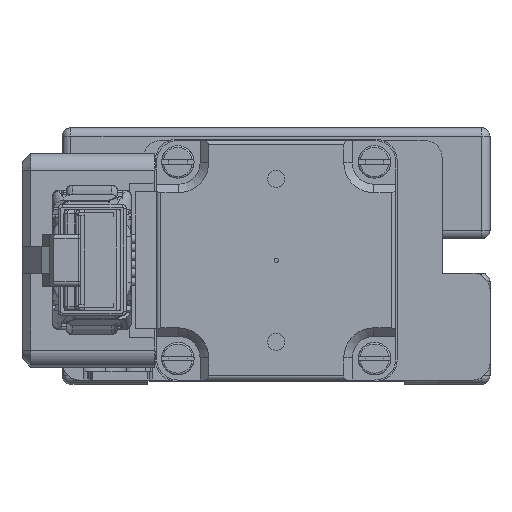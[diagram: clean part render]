
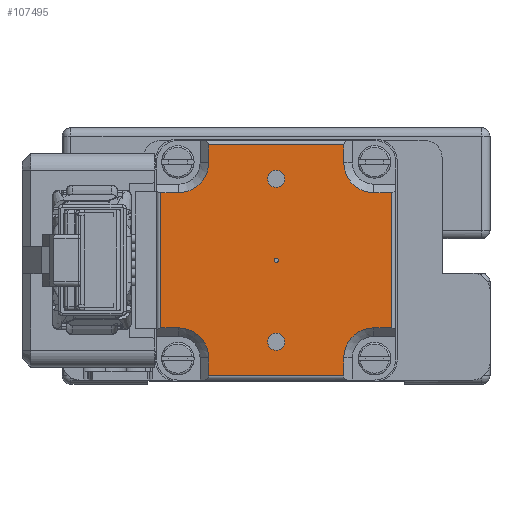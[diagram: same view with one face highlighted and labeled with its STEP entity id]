
A CAD part, front view. The second image highlights one B-rep face of the part: STEP entity #107495.
In plain terms, the highlighted face is planar.
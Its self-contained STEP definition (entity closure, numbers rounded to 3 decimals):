
#4088=CIRCLE('',#145924,1.007);
#4089=CIRCLE('',#145926,1.007);
#4090=CIRCLE('',#145928,0.25);
#4091=CIRCLE('',#145934,3.5);
#4092=CIRCLE('',#145935,3.5);
#4093=CIRCLE('',#145936,3.5);
#4094=CIRCLE('',#145937,3.5);
#35632=ORIENTED_EDGE('',*,*,#51169,.T.);
#35633=ORIENTED_EDGE('',*,*,#51168,.T.);
#35634=ORIENTED_EDGE('',*,*,#51167,.T.);
#35635=ORIENTED_EDGE('',*,*,#51173,.F.);
#35636=ORIENTED_EDGE('',*,*,#51178,.F.);
#35637=ORIENTED_EDGE('',*,*,#51179,.F.);
#35638=ORIENTED_EDGE('',*,*,#51180,.F.);
#35639=ORIENTED_EDGE('',*,*,#51181,.F.);
#35640=ORIENTED_EDGE('',*,*,#51182,.F.);
#35641=ORIENTED_EDGE('',*,*,#51183,.F.);
#35642=ORIENTED_EDGE('',*,*,#51184,.F.);
#35643=ORIENTED_EDGE('',*,*,#51185,.F.);
#35644=ORIENTED_EDGE('',*,*,#51186,.F.);
#35645=ORIENTED_EDGE('',*,*,#51187,.F.);
#35646=ORIENTED_EDGE('',*,*,#51188,.F.);
#35647=ORIENTED_EDGE('',*,*,#51189,.F.);
#35648=ORIENTED_EDGE('',*,*,#51190,.F.);
#35649=ORIENTED_EDGE('',*,*,#51191,.F.);
#35650=ORIENTED_EDGE('',*,*,#51174,.F.);
#51167=EDGE_CURVE('',#61457,#61457,#4088,.T.);
#51168=EDGE_CURVE('',#61458,#61458,#4089,.T.);
#51169=EDGE_CURVE('',#61459,#61459,#4090,.T.);
#51173=EDGE_CURVE('',#61463,#61460,#73414,.T.);
#51174=EDGE_CURVE('',#61460,#61464,#73415,.T.);
#51178=EDGE_CURVE('',#61467,#61463,#73419,.T.);
#51179=EDGE_CURVE('',#61468,#61467,#4091,.T.);
#51180=EDGE_CURVE('',#61469,#61468,#73420,.T.);
#51181=EDGE_CURVE('',#61470,#61469,#73421,.T.);
#51182=EDGE_CURVE('',#61471,#61470,#73422,.T.);
#51183=EDGE_CURVE('',#61472,#61471,#4092,.T.);
#51184=EDGE_CURVE('',#61473,#61472,#73423,.T.);
#51185=EDGE_CURVE('',#61474,#61473,#73424,.T.);
#51186=EDGE_CURVE('',#61475,#61474,#73425,.T.);
#51187=EDGE_CURVE('',#61476,#61475,#4093,.T.);
#51188=EDGE_CURVE('',#61477,#61476,#73426,.T.);
#51189=EDGE_CURVE('',#61478,#61477,#73427,.T.);
#51190=EDGE_CURVE('',#61479,#61478,#73428,.T.);
#51191=EDGE_CURVE('',#61464,#61479,#4094,.T.);
#61457=VERTEX_POINT('',#231540);
#61458=VERTEX_POINT('',#231543);
#61459=VERTEX_POINT('',#231546);
#61460=VERTEX_POINT('',#231549);
#61463=VERTEX_POINT('',#231554);
#61464=VERTEX_POINT('',#231558);
#61467=VERTEX_POINT('',#231566);
#61468=VERTEX_POINT('',#231568);
#61469=VERTEX_POINT('',#231570);
#61470=VERTEX_POINT('',#231572);
#61471=VERTEX_POINT('',#231574);
#61472=VERTEX_POINT('',#231576);
#61473=VERTEX_POINT('',#231578);
#61474=VERTEX_POINT('',#231580);
#61475=VERTEX_POINT('',#231582);
#61476=VERTEX_POINT('',#231584);
#61477=VERTEX_POINT('',#231586);
#61478=VERTEX_POINT('',#231588);
#61479=VERTEX_POINT('',#231590);
#73414=LINE('',#231555,#85385);
#73415=LINE('',#231557,#85386);
#73419=LINE('',#231565,#85390);
#73420=LINE('',#231569,#85391);
#73421=LINE('',#231571,#85392);
#73422=LINE('',#231573,#85393);
#73423=LINE('',#231577,#85394);
#73424=LINE('',#231579,#85395);
#73425=LINE('',#231581,#85396);
#73426=LINE('',#231585,#85397);
#73427=LINE('',#231587,#85398);
#73428=LINE('',#231589,#85399);
#85385=VECTOR('',#172864,1000.);
#85386=VECTOR('',#172867,1000.);
#85390=VECTOR('',#172873,1000.);
#85391=VECTOR('',#172876,1000.);
#85392=VECTOR('',#172877,1000.);
#85393=VECTOR('',#172878,1000.);
#85394=VECTOR('',#172881,1000.);
#85395=VECTOR('',#172882,1000.);
#85396=VECTOR('',#172883,1000.);
#85397=VECTOR('',#172886,1000.);
#85398=VECTOR('',#172887,1000.);
#85399=VECTOR('',#172888,1000.);
#91676=EDGE_LOOP('',(#35632));
#91677=EDGE_LOOP('',(#35633));
#91678=EDGE_LOOP('',(#35634));
#91679=EDGE_LOOP('',(#35635,#35636,#35637,#35638,#35639,#35640,#35641,#35642,
#35643,#35644,#35645,#35646,#35647,#35648,#35649,#35650));
#97951=FACE_BOUND('',#91676,.T.);
#97952=FACE_BOUND('',#91677,.T.);
#97953=FACE_BOUND('',#91678,.T.);
#97954=FACE_BOUND('',#91679,.T.);
#101925=PLANE('',#145933);
#107495=ADVANCED_FACE('',(#97951,#97952,#97953,#97954),#101925,.T.);
#145924=AXIS2_PLACEMENT_3D('',#231539,#172847,#172848);
#145926=AXIS2_PLACEMENT_3D('',#231542,#172851,#172852);
#145928=AXIS2_PLACEMENT_3D('',#231545,#172855,#172856);
#145933=AXIS2_PLACEMENT_3D('',#231564,#172871,#172872);
#145934=AXIS2_PLACEMENT_3D('',#231567,#172874,#172875);
#145935=AXIS2_PLACEMENT_3D('',#231575,#172879,#172880);
#145936=AXIS2_PLACEMENT_3D('',#231583,#172884,#172885);
#145937=AXIS2_PLACEMENT_3D('',#231591,#172889,#172890);
#172847=DIRECTION('',(0.,0.,1.));
#172848=DIRECTION('',(1.,0.,0.));
#172851=DIRECTION('',(0.,0.,1.));
#172852=DIRECTION('',(1.,0.,0.));
#172855=DIRECTION('',(0.,0.,1.));
#172856=DIRECTION('',(-1.,0.,0.));
#172864=DIRECTION('',(-1.,0.,0.));
#172867=DIRECTION('',(0.,-1.,0.));
#172871=DIRECTION('',(0.,0.,-1.));
#172872=DIRECTION('',(1.,0.,0.));
#172873=DIRECTION('',(0.,1.,0.));
#172874=DIRECTION('',(0.,0.,-1.));
#172875=DIRECTION('',(-1.,0.,0.));
#172876=DIRECTION('',(-1.,0.,0.));
#172877=DIRECTION('',(0.,1.,0.));
#172878=DIRECTION('',(1.,0.,0.));
#172879=DIRECTION('',(0.,0.,-1.));
#172880=DIRECTION('',(-1.,0.,0.));
#172881=DIRECTION('',(0.,1.,0.));
#172882=DIRECTION('',(1.,0.,0.));
#172883=DIRECTION('',(0.,-1.,0.));
#172884=DIRECTION('',(0.,0.,-1.));
#172885=DIRECTION('',(1.,0.,0.));
#172886=DIRECTION('',(1.,0.,0.));
#172887=DIRECTION('',(0.,-1.,0.));
#172888=DIRECTION('',(-1.,0.,0.));
#172889=DIRECTION('',(0.,0.,-1.));
#172890=DIRECTION('',(1.,0.,0.));
#231539=CARTESIAN_POINT('',(-9.525,0.,-26.));
#231540=CARTESIAN_POINT('',(-8.519,0.,-26.));
#231542=CARTESIAN_POINT('',(9.525,0.,-26.));
#231543=CARTESIAN_POINT('',(10.532,0.,-26.));
#231545=CARTESIAN_POINT('',(0.,0.,-26.));
#231546=CARTESIAN_POINT('',(-0.25,0.,-26.));
#231549=CARTESIAN_POINT('',(-7.9,13.5,-26.));
#231554=CARTESIAN_POINT('',(7.9,13.5,-26.));
#231555=CARTESIAN_POINT('',(7.9,13.5,-26.));
#231557=CARTESIAN_POINT('',(-7.9,13.5,-26.));
#231558=CARTESIAN_POINT('',(-7.9,11.4,-26.));
#231564=CARTESIAN_POINT('',(0.,0.,-26.));
#231565=CARTESIAN_POINT('',(7.9,11.4,-26.));
#231566=CARTESIAN_POINT('',(7.9,11.4,-26.));
#231567=CARTESIAN_POINT('',(11.4,11.4,-26.));
#231568=CARTESIAN_POINT('',(11.4,7.9,-26.));
#231569=CARTESIAN_POINT('',(13.5,7.9,-26.));
#231570=CARTESIAN_POINT('',(13.5,7.9,-26.));
#231571=CARTESIAN_POINT('',(13.5,-7.9,-26.));
#231572=CARTESIAN_POINT('',(13.5,-7.9,-26.));
#231573=CARTESIAN_POINT('',(11.4,-7.9,-26.));
#231574=CARTESIAN_POINT('',(11.4,-7.9,-26.));
#231575=CARTESIAN_POINT('',(11.4,-11.4,-26.));
#231576=CARTESIAN_POINT('',(7.9,-11.4,-26.));
#231577=CARTESIAN_POINT('',(7.9,-13.5,-26.));
#231578=CARTESIAN_POINT('',(7.9,-13.5,-26.));
#231579=CARTESIAN_POINT('',(-7.9,-13.5,-26.));
#231580=CARTESIAN_POINT('',(-7.9,-13.5,-26.));
#231581=CARTESIAN_POINT('',(-7.9,-11.4,-26.));
#231582=CARTESIAN_POINT('',(-7.9,-11.4,-26.));
#231583=CARTESIAN_POINT('',(-11.4,-11.4,-26.));
#231584=CARTESIAN_POINT('',(-11.4,-7.9,-26.));
#231585=CARTESIAN_POINT('',(-13.5,-7.9,-26.));
#231586=CARTESIAN_POINT('',(-13.5,-7.9,-26.));
#231587=CARTESIAN_POINT('',(-13.5,7.9,-26.));
#231588=CARTESIAN_POINT('',(-13.5,7.9,-26.));
#231589=CARTESIAN_POINT('',(-11.4,7.9,-26.));
#231590=CARTESIAN_POINT('',(-11.4,7.9,-26.));
#231591=CARTESIAN_POINT('',(-11.4,11.4,-26.));
